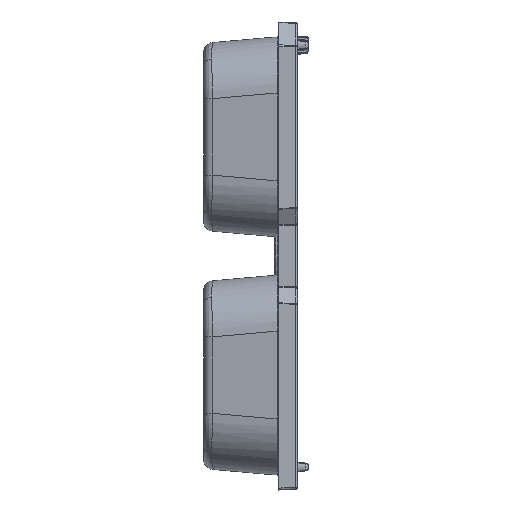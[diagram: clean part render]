
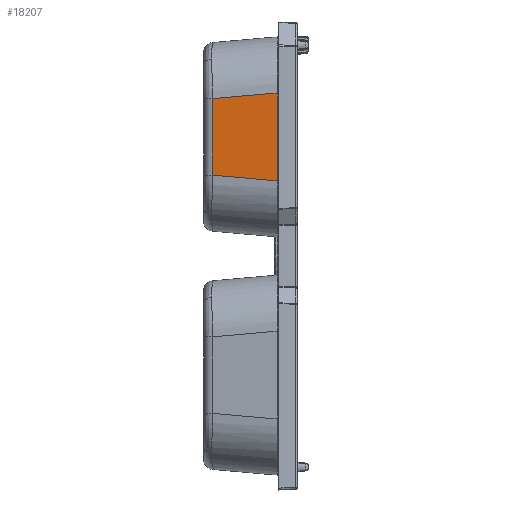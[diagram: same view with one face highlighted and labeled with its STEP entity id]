
A CAD part, left-side view. The second image highlights one B-rep face of the part: STEP entity #18207.
In plain terms, the highlighted planar face has unit normal (-0.996, 0.087, 0).
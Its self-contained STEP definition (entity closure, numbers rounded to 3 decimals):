
#1778 = CARTESIAN_POINT ( 'NONE',  ( -23.359, 2.183, 8.018 ) ) ;
#2521 = ORIENTED_EDGE ( 'NONE', *, *, #18445, .T. ) ;
#3485 = EDGE_CURVE ( 'NONE', #16035, #8503, #22242, .T. ) ;
#6250 = CARTESIAN_POINT ( 'NONE',  ( -23.259, 3.325, 8.118 ) ) ;
#6395 = DIRECTION ( 'NONE',  ( -0.087, -0.992, -0.087 ) ) ;
#6452 = CARTESIAN_POINT ( 'NONE',  ( -23.359, 2.183, 17.382 ) ) ;
#6670 = CARTESIAN_POINT ( 'NONE',  ( -23.42, 1.485, 17.443 ) ) ;
#8139 = VECTOR ( 'NONE', #16621, 1000. ) ;
#8481 = CARTESIAN_POINT ( 'NONE',  ( -23.375, 2., 23.375 ) ) ;
#8503 = VERTEX_POINT ( 'NONE', #1778 ) ;
#10150 = CARTESIAN_POINT ( 'NONE',  ( -22.755, 9.087, 23.375 ) ) ;
#10531 = DIRECTION ( 'NONE',  ( -0.087, -0.996, 0. ) ) ;
#10800 = EDGE_CURVE ( 'NONE', #22656, #14563, #26590, .T. ) ;
#11398 = EDGE_LOOP ( 'NONE', ( #26520, #2521, #22229, #23306 ) ) ;
#13709 = AXIS2_PLACEMENT_3D ( 'NONE', #8481, #21443, #10531 ) ;
#14096 = VECTOR ( 'NONE', #14652, 1000. ) ;
#14563 = VERTEX_POINT ( 'NONE', #28746 ) ;
#14606 = FACE_OUTER_BOUND ( 'NONE', #11398, .T. ) ;
#14652 = DIRECTION ( 'NONE',  ( 0., 0., -1. ) ) ;
#16035 = VERTEX_POINT ( 'NONE', #20269 ) ;
#16621 = DIRECTION ( 'NONE',  ( 0., 0., 1. ) ) ;
#18207 = ADVANCED_FACE ( 'NONE', ( #14606 ), #23913, .T. ) ;
#18380 = CARTESIAN_POINT ( 'NONE',  ( -23.359, 2.183, 23.375 ) ) ;
#18445 = EDGE_CURVE ( 'NONE', #8503, #22656, #23171, .T. ) ;
#19161 = EDGE_CURVE ( 'NONE', #14563, #16035, #25991, .T. ) ;
#19555 = VECTOR ( 'NONE', #6395, 1000. ) ;
#20269 = CARTESIAN_POINT ( 'NONE',  ( -22.755, 9.087, 8.622 ) ) ;
#21443 = DIRECTION ( 'NONE',  ( -0.996, 0.087, 0. ) ) ;
#22229 = ORIENTED_EDGE ( 'NONE', *, *, #10800, .T. ) ;
#22242 = LINE ( 'NONE', #6250, #19555 ) ;
#22656 = VERTEX_POINT ( 'NONE', #6452 ) ;
#23171 = LINE ( 'NONE', #18380, #8139 ) ;
#23306 = ORIENTED_EDGE ( 'NONE', *, *, #19161, .T. ) ;
#23913 = PLANE ( 'NONE',  #13709 ) ;
#24058 = VECTOR ( 'NONE', #24275, 1000. ) ;
#24275 = DIRECTION ( 'NONE',  ( 0.087, 0.992, -0.087 ) ) ;
#25991 = LINE ( 'NONE', #10150, #14096 ) ;
#26520 = ORIENTED_EDGE ( 'NONE', *, *, #3485, .T. ) ;
#26590 = LINE ( 'NONE', #6670, #24058 ) ;
#28746 = CARTESIAN_POINT ( 'NONE',  ( -22.755, 9.087, 16.778 ) ) ;
